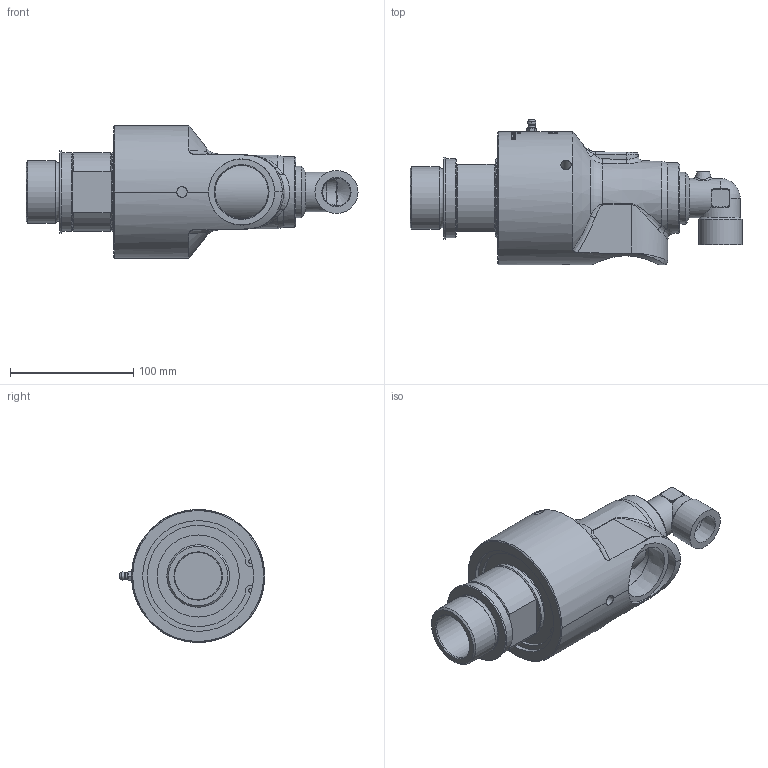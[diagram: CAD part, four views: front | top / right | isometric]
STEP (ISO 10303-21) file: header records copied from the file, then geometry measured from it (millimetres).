
FILE_DESCRIPTION(/* description */ (''),/* implementation_level */ '2;1');
FILE_NAME(/* name */ '557-000-396144-IC.stp',/* time_stamp */ '2022-07-05T14:34:14-05:00',/* author */ ('GALINDOLM'),/* organization */ (''),/* preprocessor_version */ 'ST-DEVELOPER v18.1',/* originating_system */ 'Autodesk Inventor 2022',/* authorisation */ '');
FILE_SCHEMA (('AUTOMOTIVE_DESIGN { 1 0 10303 214 3 1 1 }'));
Products named in the file (1): 557-000-396144-IC
Bounding box: 269.6 x 117.99 x 108 mm (x, y, z)
Volume: 1023344.5 mm3; surface area: 106936.8 mm2
Topology: 1 solids, 2 shells, 1011 faces, 2655 edges, 1742 vertices
Faces by surface type: bspline 430, plane 376, cylinder 154, cone 33, torus 15, sphere 3
Full cylindrical faces by diameter (mm): 3 x1, 3.175 x2, 5.359 x1, 8.6 x3, 22.631 x1, 25.527 x1, 32 x1, 35 x1, 37.313 x1, 38.1 x1, 43.256 x1, 50.754 x1, 50.8 x1, 53.7 x1, 56.25 x1, 64 x2, 66.7 x1, 90.07 x1
Entity records: 44849 total; most frequent: CARTESIAN_POINT 22127, ORIENTED_EDGE 5284, DIRECTION 3479, EDGE_CURVE 2642, VERTEX_POINT 1742, AXIS2_PLACEMENT_3D 1191, EDGE_LOOP 1120, LINE 1097
